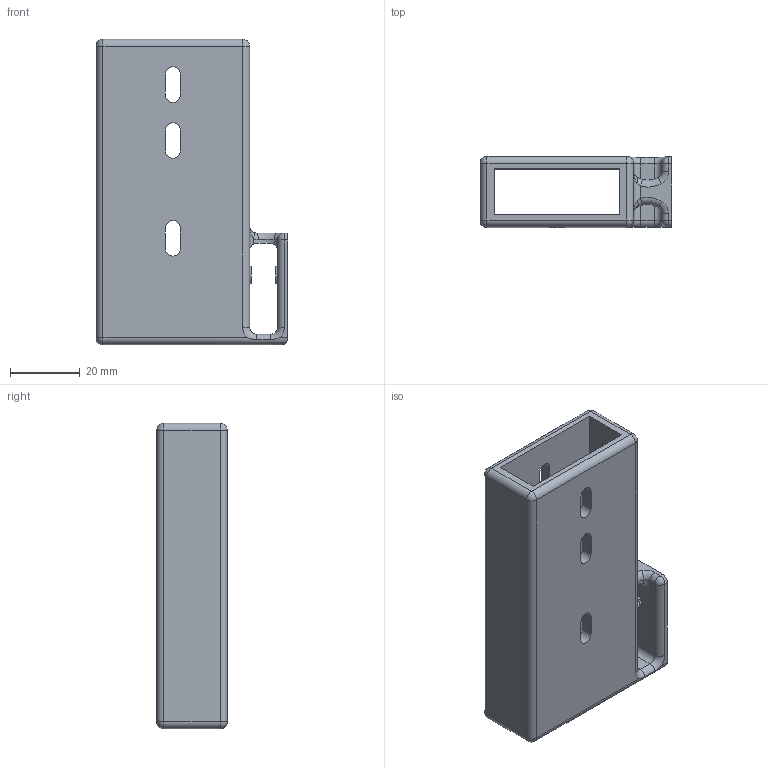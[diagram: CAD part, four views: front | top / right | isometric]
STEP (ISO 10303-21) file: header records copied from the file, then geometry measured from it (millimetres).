
FILE_DESCRIPTION(/* description */ ('STEP AP242'),/* implementation_level */ '2;1');
FILE_NAME(/* name */ '',/* time_stamp */ '2024-10-30T14:02:52+03:00',/* author */ ('Phantom'),/* organization */ ('UNSPECIFIED'),/* preprocessor_version */ 'ST-DEVELOPER v20',/* originating_system */ 'Autodesk Inventor 2025',/* authorisation */ '');
FILE_SCHEMA (('AUTOMOTIVE_DESIGN { 1 0 10303 214 3 1 1 }'));
Length unit declared in the file: millimetre
Products named in the file (1): блоки
Bounding box: 55 x 20.2 x 87.5 mm (x, y, z)
Volume: 37337.5 mm3; surface area: 22092.4 mm2
Topology: 1 solids, 1 shells, 98 faces, 248 edges, 157 vertices
Faces by surface type: cylinder 47, plane 31, torus 8, sphere 8, bspline 4
Full cylindrical faces by diameter (mm): 4.3 x2, 5 x2
Entity records: 3115 total; most frequent: CARTESIAN_POINT 652, DIRECTION 523, ORIENTED_EDGE 482, EDGE_CURVE 241, AXIS2_PLACEMENT_3D 198, VERTEX_POINT 146, LINE 127, VECTOR 127
